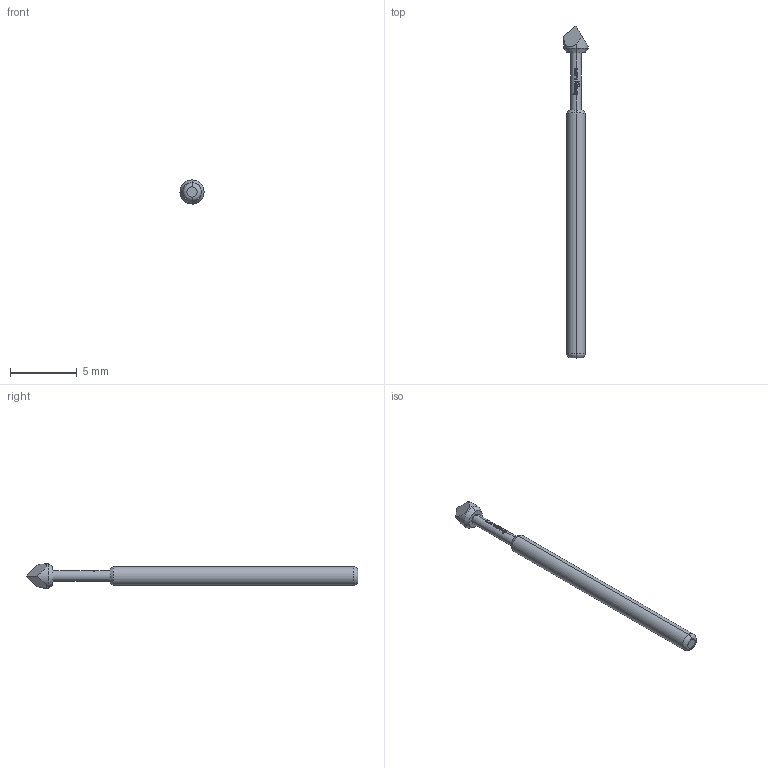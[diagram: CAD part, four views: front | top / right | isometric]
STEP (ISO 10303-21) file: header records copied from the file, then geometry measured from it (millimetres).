
FILE_DESCRIPTION (( 'STEP AP203' ), '1' );
FILE_NAME ('INGUN_GKS-938_307_180_A_xx00.STEP', '2022-04-14T05:42:45', ( 'ochi' ), ( '' ), 'SwSTEP 2.0', 'SolidWorks 2018', '' );
FILE_SCHEMA (( 'CONFIG_CONTROL_DESIGN' ));
Length unit declared in the file: millimetre
Products named in the file (1): INGUN_GKS-938_307_180_A_xx00
Bounding box: 1.8 x 24.8 x 1.8 mm (x, y, z)
Volume: 32 mm3; surface area: 102.1 mm2
Topology: 1 solids, 1 shells, 90 faces, 249 edges, 164 vertices
Faces by surface type: plane 46, bspline 22, cylinder 16, cone 4, torus 2
Entity records: 3120 total; most frequent: CARTESIAN_POINT 919, ORIENTED_EDGE 498, DIRECTION 372, EDGE_CURVE 249, VERTEX_POINT 164, AXIS2_PLACEMENT_3D 145, EDGE_LOOP 93, ADVANCED_FACE 90
